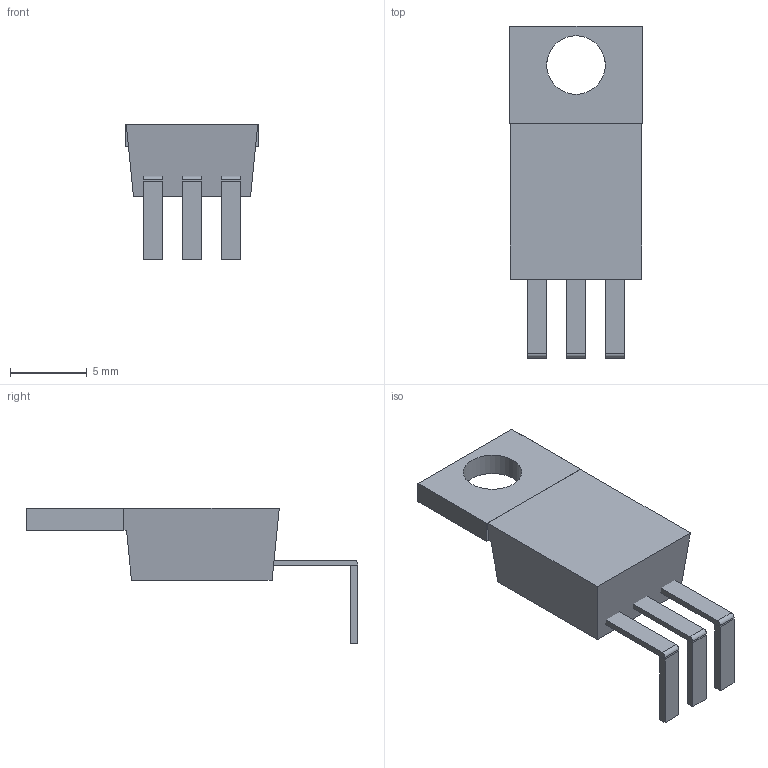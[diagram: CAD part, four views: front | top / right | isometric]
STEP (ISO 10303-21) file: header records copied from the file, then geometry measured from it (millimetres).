
FILE_DESCRIPTION(/* description */ (''),/* implementation_level */ '2;1');
FILE_NAME(/* name */ '409-05-01.stp',/* time_stamp */ '2018-12-26T22:06:10-06:00',/* author */ (''),/* organization */ (''),/* preprocessor_version */ 'ST-DEVELOPER v16.7',/* originating_system */ 'SIEMENS PLM Software NX 12.0',/* authorisation */ '');
FILE_SCHEMA (('AUTOMOTIVE_DESIGN { 1 0 10303 214 3 1 1 1 }'));
Length unit declared in the file: inch
Products named in the file (1): 409-05-01
Bounding box: 8.64 x 21.59 x 8.85 mm (x, y, z)
Volume: 451 mm3; surface area: 584.7 mm2
Topology: 7 solids, 7 shells, 56 faces, 127 edges, 85 vertices
Faces by surface type: plane 52, cylinder 4
Full cylindrical faces by diameter (mm): 3.81 x1
Entity records: 1960 total; most frequent: CARTESIAN_POINT 266, ORIENTED_EDGE 250, DIRECTION 247, EDGE_CURVE 125, LINE 117, VECTOR 117, VERTEX_POINT 84, AXIS2_PLACEMENT_3D 65
